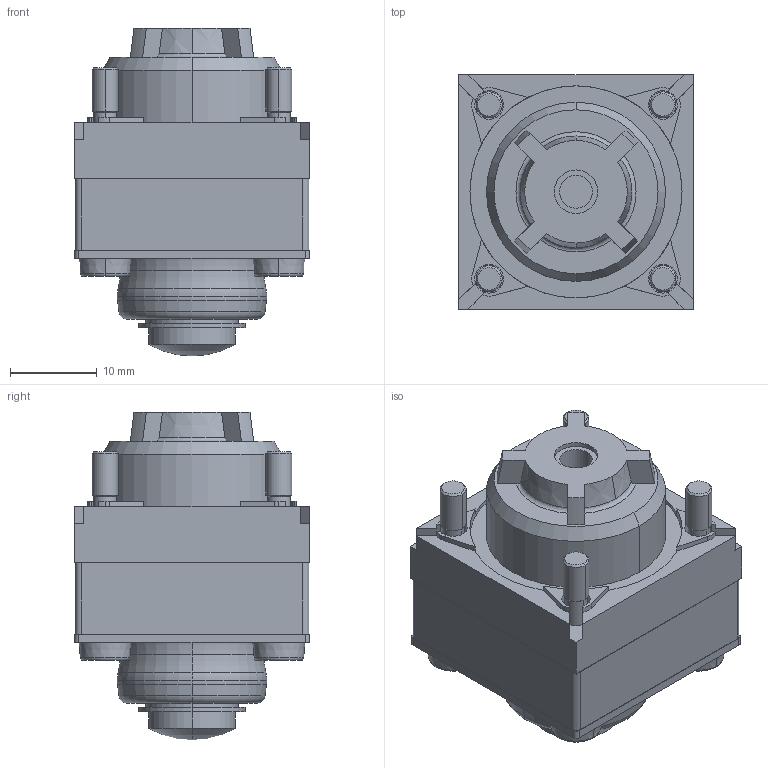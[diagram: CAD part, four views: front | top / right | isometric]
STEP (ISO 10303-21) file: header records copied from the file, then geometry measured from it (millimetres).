
FILE_DESCRIPTION(('STEP AP242'),'1');
FILE_NAME('zckd019.stp','2021-05-10T09:39:08',('TraceParts'),('TraceParts S.A.'),'Spatial InterOp 3D',' ',' ');
FILE_SCHEMA(('AP242_MANAGED_MODEL_BASED_3D_ENGINEERING_MIM_LF {1 0 10303 442 1 1 4}'));
Length unit declared in the file: millimetre
Products named in the file (1): zckd019_1
Bounding box: 27 x 27 x 37.73 mm (x, y, z)
Volume: 15140.8 mm3; surface area: 11772.6 mm2
Topology: 9 solids, 9 shells, 322 faces, 766 edges, 476 vertices
Faces by surface type: cylinder 128, plane 90, cone 68, torus 32, sphere 2, bspline 2
Entity records: 9553 total; most frequent: DIRECTION 1798, CARTESIAN_POINT 1759, ORIENTED_EDGE 1508, EDGE_CURVE 754, AXIS2_PLACEMENT_3D 739, VERTEX_POINT 476, CIRCLE 410, EDGE_LOOP 376
